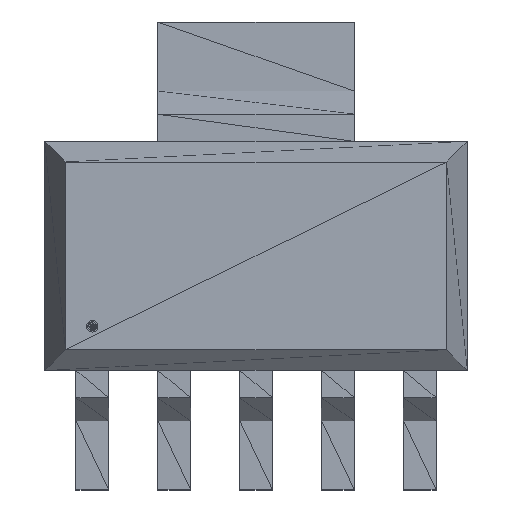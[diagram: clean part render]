
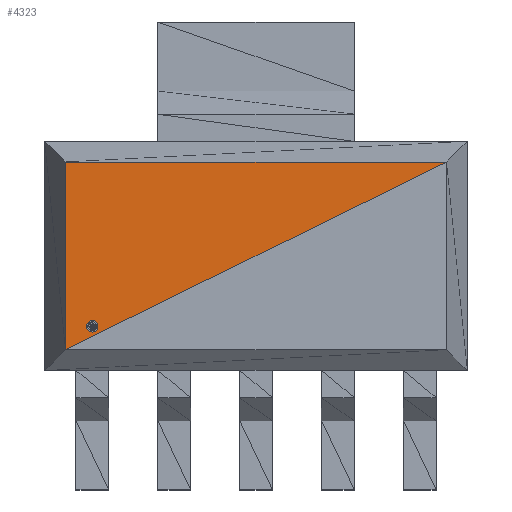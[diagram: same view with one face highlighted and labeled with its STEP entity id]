
A CAD part, top view. The second image highlights one B-rep face of the part: STEP entity #4323.
In plain terms, the highlighted planar face has unit normal (0, 0, 1).
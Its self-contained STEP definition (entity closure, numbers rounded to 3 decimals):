
#4323=ADVANCED_FACE('',(#4324),#4350,.F.);
#4324=FACE_OUTER_BOUND('',#4325,.T.);
#4325=EDGE_LOOP('',(#4326,#4328,#4330));
#4326=ORIENTED_EDGE('',*,*,#4327,.T.);
#4327=EDGE_CURVE('',#4332,#4334,#4336,.T.);
#4328=ORIENTED_EDGE('',*,*,#4329,.T.);
#4329=EDGE_CURVE('',#4334,#4340,#4342,.T.);
#4330=ORIENTED_EDGE('',*,*,#4331,.T.);
#4331=EDGE_CURVE('',#4340,#4332,#4346,.T.);
#4332=VERTEX_POINT('',#4333);
#4333=CARTESIAN_POINT('',(2.955,1.455,1.8));
#4334=VERTEX_POINT('',#4335);
#4335=CARTESIAN_POINT('',(-2.955,-1.455,1.8));
#4336=LINE('',#4337,#4338);
#4337=CARTESIAN_POINT('',(2.955,1.455,1.8));
#4338=VECTOR('',#4339,1.0);
#4339=DIRECTION('',(0.897,0.442,0.0));
#4340=VERTEX_POINT('',#4341);
#4341=CARTESIAN_POINT('',(-2.955,1.455,1.8));
#4342=LINE('',#4343,#4344);
#4343=CARTESIAN_POINT('',(-2.955,-1.455,1.8));
#4344=VECTOR('',#4345,1.0);
#4345=DIRECTION('',(0.0,-1.0,0.0));
#4346=LINE('',#4347,#4348);
#4347=CARTESIAN_POINT('',(-2.955,1.455,1.8));
#4348=VECTOR('',#4349,1.0);
#4349=DIRECTION('',(-1.0,0.0,0.0));
#4350=PLANE('',#4351);
#4351=AXIS2_PLACEMENT_3D('',#4352,#4353,#4354);
#4352=CARTESIAN_POINT('',(-2.955,-1.455,1.8));
#4353=DIRECTION('',(0.0,0.0,-1.0));
#4354=DIRECTION('',(1.0,0.0,0.0));
